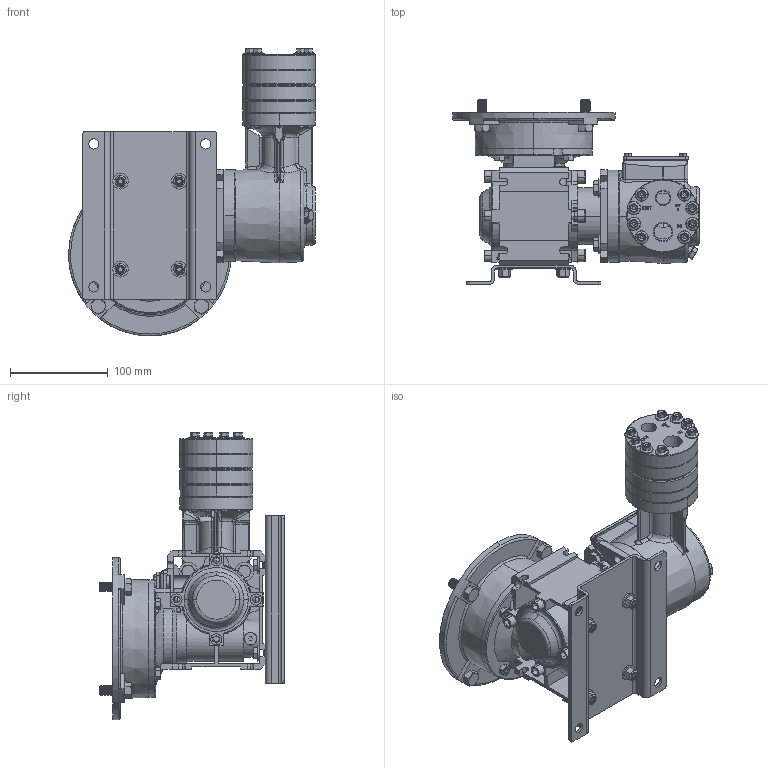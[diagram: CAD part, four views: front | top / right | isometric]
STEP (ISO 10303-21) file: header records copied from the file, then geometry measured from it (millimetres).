
FILE_DESCRIPTION (( 'STEP AP214' ), '1' );
FILE_NAME ('P100 METALLIC NEMA56C.STEP', '2018-07-26T19:36:09', ( '' ), ( '' ), 'SwSTEP 2.0', 'SolidWorks 2017', '' );
FILE_SCHEMA (( 'AUTOMOTIVE_DESIGN' ));
Length unit declared in the file: inch
Products named in the file (1): P100 METALLIC NEMA56C
Bounding box: 252.2 x 189.21 x 294.13 mm (x, y, z)
Surface area: 376712.4 mm2 (no closed solid volume)
Topology: 0 solids, 124 shells, 1720 faces, 5272 edges, 3589 vertices
Faces by surface type: cylinder 609, plane 568, cone 247, bspline 162, torus 108, sphere 26
Entity records: 98365 total; most frequent: CARTESIAN_POINT 32131, ORIENTED_EDGE 8994, DIRECTION 8742, EDGE_CURVE 5256, VERTEX_POINT 3589, AXIS2_PLACEMENT_3D 3391, VECTOR 1960, LINE 1960
